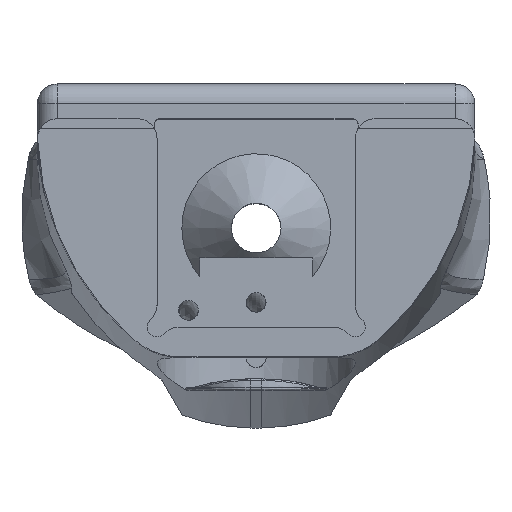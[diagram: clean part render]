
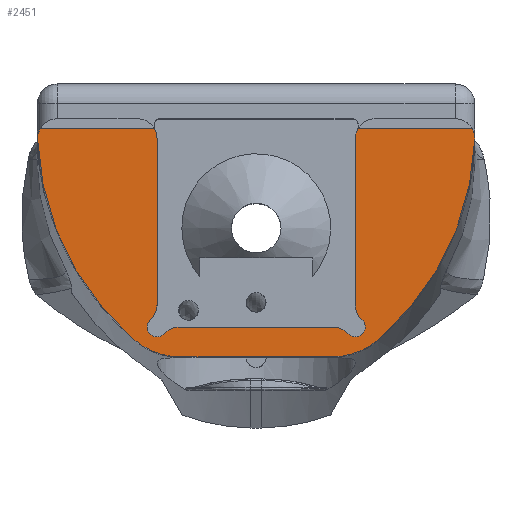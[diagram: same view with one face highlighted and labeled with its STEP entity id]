
A CAD part, top view. The second image highlights one B-rep face of the part: STEP entity #2451.
In plain terms, the highlighted planar face has unit normal (0, 0, 1).
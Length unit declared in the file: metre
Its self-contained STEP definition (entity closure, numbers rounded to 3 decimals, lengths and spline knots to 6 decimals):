
#109=CIRCLE('',#2612,0.007);
#129=CIRCLE('',#2645,0.027771);
#131=CIRCLE('',#2649,0.002);
#132=CIRCLE('',#2650,0.001);
#133=CIRCLE('',#2651,0.002);
#134=CIRCLE('',#2652,0.002);
#135=CIRCLE('',#2653,0.001);
#136=CIRCLE('',#2654,0.002);
#137=CIRCLE('',#2655,0.002);
#138=CIRCLE('',#2656,0.002);
#139=CIRCLE('',#2657,0.027905);
#140=CIRCLE('',#2658,0.007);
#141=CIRCLE('',#2659,0.002);
#142=CIRCLE('',#2660,0.002);
#231=LINE('',#3766,#367);
#245=LINE('',#3800,#381);
#251=LINE('',#3914,#387);
#252=LINE('',#3928,#388);
#253=LINE('',#3932,#389);
#254=LINE('',#3940,#390);
#367=VECTOR('',#2948,1.);
#381=VECTOR('',#2970,1.);
#387=VECTOR('',#2998,1.);
#388=VECTOR('',#3011,1.);
#389=VECTOR('',#3014,1.);
#390=VECTOR('',#3023,1.);
#733=ORIENTED_EDGE('',*,*,#1490,.F.);
#734=ORIENTED_EDGE('',*,*,#1491,.T.);
#735=ORIENTED_EDGE('',*,*,#1492,.F.);
#736=ORIENTED_EDGE('',*,*,#1493,.T.);
#737=ORIENTED_EDGE('',*,*,#1469,.F.);
#738=ORIENTED_EDGE('',*,*,#1494,.T.);
#739=ORIENTED_EDGE('',*,*,#1495,.F.);
#740=ORIENTED_EDGE('',*,*,#1496,.T.);
#741=ORIENTED_EDGE('',*,*,#1497,.F.);
#742=ORIENTED_EDGE('',*,*,#1498,.T.);
#743=ORIENTED_EDGE('',*,*,#1499,.T.);
#744=ORIENTED_EDGE('',*,*,#1500,.T.);
#745=ORIENTED_EDGE('',*,*,#1501,.T.);
#746=ORIENTED_EDGE('',*,*,#1400,.T.);
#747=ORIENTED_EDGE('',*,*,#1452,.T.);
#748=ORIENTED_EDGE('',*,*,#1502,.T.);
#749=ORIENTED_EDGE('',*,*,#1479,.T.);
#750=ORIENTED_EDGE('',*,*,#1503,.T.);
#751=ORIENTED_EDGE('',*,*,#1504,.T.);
#752=ORIENTED_EDGE('',*,*,#1505,.T.);
#1400=EDGE_CURVE('',#1782,#1781,#109,.F.);
#1452=EDGE_CURVE('',#1781,#1828,#231,.T.);
#1469=EDGE_CURVE('',#1844,#1833,#245,.T.);
#1479=EDGE_CURVE('',#1855,#1854,#129,.F.);
#1490=EDGE_CURVE('',#1865,#1866,#251,.T.);
#1491=EDGE_CURVE('',#1865,#1867,#131,.F.);
#1492=EDGE_CURVE('',#1868,#1867,#132,.T.);
#1493=EDGE_CURVE('',#1868,#1833,#133,.F.);
#1494=EDGE_CURVE('',#1844,#1869,#134,.F.);
#1495=EDGE_CURVE('',#1870,#1869,#135,.T.);
#1496=EDGE_CURVE('',#1870,#1871,#136,.F.);
#1497=EDGE_CURVE('',#1872,#1871,#252,.T.);
#1498=EDGE_CURVE('',#1872,#1873,#137,.F.);
#1499=EDGE_CURVE('',#1873,#1874,#253,.T.);
#1500=EDGE_CURVE('',#1874,#1875,#138,.F.);
#1501=EDGE_CURVE('',#1875,#1782,#139,.F.);
#1502=EDGE_CURVE('',#1828,#1855,#140,.F.);
#1503=EDGE_CURVE('',#1854,#1876,#141,.F.);
#1504=EDGE_CURVE('',#1876,#1877,#254,.T.);
#1505=EDGE_CURVE('',#1877,#1866,#142,.F.);
#1781=VERTEX_POINT('',#3562);
#1782=VERTEX_POINT('',#3564);
#1828=VERTEX_POINT('',#3765);
#1833=VERTEX_POINT('',#3778);
#1844=VERTEX_POINT('',#3799);
#1854=VERTEX_POINT('',#3846);
#1855=VERTEX_POINT('',#3848);
#1865=VERTEX_POINT('',#3915);
#1866=VERTEX_POINT('',#3916);
#1867=VERTEX_POINT('',#3918);
#1868=VERTEX_POINT('',#3920);
#1869=VERTEX_POINT('',#3923);
#1870=VERTEX_POINT('',#3925);
#1871=VERTEX_POINT('',#3927);
#1872=VERTEX_POINT('',#3929);
#1873=VERTEX_POINT('',#3931);
#1874=VERTEX_POINT('',#3933);
#1875=VERTEX_POINT('',#3935);
#1876=VERTEX_POINT('',#3939);
#1877=VERTEX_POINT('',#3941);
#2048=EDGE_LOOP('',(#733,#734,#735,#736,#737,#738,#739,#740,#741,#742,#743,
#744,#745,#746,#747,#748,#749,#750,#751,#752));
#2226=FACE_BOUND('',#2048,.T.);
#2392=PLANE('',#2648);
#2451=ADVANCED_FACE('',(#2226),#2392,.F.);
#2612=AXIS2_PLACEMENT_3D('',#3563,#2895,#2896);
#2645=AXIS2_PLACEMENT_3D('',#3847,#2986,#2987);
#2648=AXIS2_PLACEMENT_3D('',#3913,#2996,#2997);
#2649=AXIS2_PLACEMENT_3D('',#3917,#2999,#3000);
#2650=AXIS2_PLACEMENT_3D('',#3919,#3001,#3002);
#2651=AXIS2_PLACEMENT_3D('',#3921,#3003,#3004);
#2652=AXIS2_PLACEMENT_3D('',#3922,#3005,#3006);
#2653=AXIS2_PLACEMENT_3D('',#3924,#3007,#3008);
#2654=AXIS2_PLACEMENT_3D('',#3926,#3009,#3010);
#2655=AXIS2_PLACEMENT_3D('',#3930,#3012,#3013);
#2656=AXIS2_PLACEMENT_3D('',#3934,#3015,#3016);
#2657=AXIS2_PLACEMENT_3D('',#3936,#3017,#3018);
#2658=AXIS2_PLACEMENT_3D('',#3937,#3019,#3020);
#2659=AXIS2_PLACEMENT_3D('',#3938,#3021,#3022);
#2660=AXIS2_PLACEMENT_3D('',#3942,#3024,#3025);
#2895=DIRECTION('',(0.,0.,-1.));
#2896=DIRECTION('',(-1.,0.,0.));
#2948=DIRECTION('',(1.,0.,0.));
#2970=DIRECTION('',(1.,0.,0.));
#2986=DIRECTION('',(0.,0.,-1.));
#2987=DIRECTION('',(-1.,0.,0.));
#2996=DIRECTION('',(0.,0.,-1.));
#2997=DIRECTION('',(-1.,0.,0.));
#2998=DIRECTION('',(0.,1.,0.));
#2999=DIRECTION('',(0.,0.,-1.));
#3000=DIRECTION('',(-1.,0.,0.));
#3001=DIRECTION('',(0.,0.,1.));
#3002=DIRECTION('',(1.,0.,0.));
#3003=DIRECTION('',(0.,0.,-1.));
#3004=DIRECTION('',(-1.,0.,0.));
#3005=DIRECTION('',(0.,0.,-1.));
#3006=DIRECTION('',(-1.,0.,0.));
#3007=DIRECTION('',(0.,0.,1.));
#3008=DIRECTION('',(1.,0.,0.));
#3009=DIRECTION('',(0.,0.,-1.));
#3010=DIRECTION('',(-1.,0.,0.));
#3011=DIRECTION('',(0.,-1.,0.));
#3012=DIRECTION('',(0.,0.,-1.));
#3013=DIRECTION('',(-1.,0.,0.));
#3014=DIRECTION('',(-1.,0.,0.));
#3015=DIRECTION('',(0.,0.,-1.));
#3016=DIRECTION('',(-1.,0.,0.));
#3017=DIRECTION('',(0.,0.,-1.));
#3018=DIRECTION('',(-1.,0.,0.));
#3019=DIRECTION('',(0.,0.,-1.));
#3020=DIRECTION('',(-1.,0.,0.));
#3021=DIRECTION('',(0.,0.,-1.));
#3022=DIRECTION('',(-1.,0.,0.));
#3023=DIRECTION('',(-1.,0.,0.));
#3024=DIRECTION('',(0.,0.,-1.));
#3025=DIRECTION('',(-1.,0.,0.));
#3562=CARTESIAN_POINT('',(-0.007694,-0.013009,0.0162));
#3563=CARTESIAN_POINT('',(-0.007694,-0.006009,0.0162));
#3564=CARTESIAN_POINT('',(-0.012227,-0.011343,0.0162));
#3765=CARTESIAN_POINT('',(0.007695,-0.013009,0.0162));
#3766=CARTESIAN_POINT('',(-0.000005,-0.013009,0.0162));
#3778=CARTESIAN_POINT('',(0.007759,-0.010009,0.0162));
#3799=CARTESIAN_POINT('',(-0.007768,-0.010009,0.0162));
#3800=CARTESIAN_POINT('',(0.000023,-0.010009,0.0162));
#3846=CARTESIAN_POINT('',(0.022036,0.008924,0.0162));
#3847=CARTESIAN_POINT('',(-0.005719,0.00985,0.0162));
#3848=CARTESIAN_POINT('',(0.012215,-0.011353,0.0162));
#3913=CARTESIAN_POINT('',(-0.000005,0.013367,0.0162));
#3914=CARTESIAN_POINT('',(0.009995,0.009993,0.0162));
#3915=CARTESIAN_POINT('',(0.009995,-0.007773,0.0162));
#3916=CARTESIAN_POINT('',(0.009995,0.008991,0.0162));
#3917=CARTESIAN_POINT('',(0.011995,-0.007773,0.0162));
#3918=CARTESIAN_POINT('',(0.010662,-0.009264,0.0162));
#3919=CARTESIAN_POINT('',(0.009995,-0.010009,0.0162));
#3920=CARTESIAN_POINT('',(0.00925,-0.010676,0.0162));
#3921=CARTESIAN_POINT('',(0.007759,-0.012009,0.0162));
#3922=CARTESIAN_POINT('',(-0.007768,-0.012009,0.0162));
#3923=CARTESIAN_POINT('',(-0.009259,-0.010676,0.0162));
#3924=CARTESIAN_POINT('',(-0.010005,-0.010009,0.0162));
#3925=CARTESIAN_POINT('',(-0.010671,-0.009264,0.0162));
#3926=CARTESIAN_POINT('',(-0.012005,-0.007773,0.0162));
#3927=CARTESIAN_POINT('',(-0.010005,-0.007773,0.0162));
#3928=CARTESIAN_POINT('',(-0.010005,0.009993,0.0162));
#3929=CARTESIAN_POINT('',(-0.010005,0.008991,0.0162));
#3930=CARTESIAN_POINT('',(-0.012005,0.008991,0.0162));
#3931=CARTESIAN_POINT('',(-0.010272,0.009991,0.0162));
#3932=CARTESIAN_POINT('',(-0.000005,0.009991,0.0162));
#3933=CARTESIAN_POINT('',(-0.021776,0.009991,0.0162));
#3934=CARTESIAN_POINT('',(-0.020044,0.008991,0.0162));
#3935=CARTESIAN_POINT('',(-0.022042,0.008919,0.0162));
#3936=CARTESIAN_POINT('',(0.005845,0.00992,0.0162));
#3937=CARTESIAN_POINT('',(0.007695,-0.006009,0.0162));
#3938=CARTESIAN_POINT('',(0.020037,0.008991,0.0162));
#3939=CARTESIAN_POINT('',(0.021769,0.009991,0.0162));
#3940=CARTESIAN_POINT('',(-0.000005,0.009991,0.0162));
#3941=CARTESIAN_POINT('',(0.010263,0.009991,0.0162));
#3942=CARTESIAN_POINT('',(0.011995,0.008991,0.0162));
